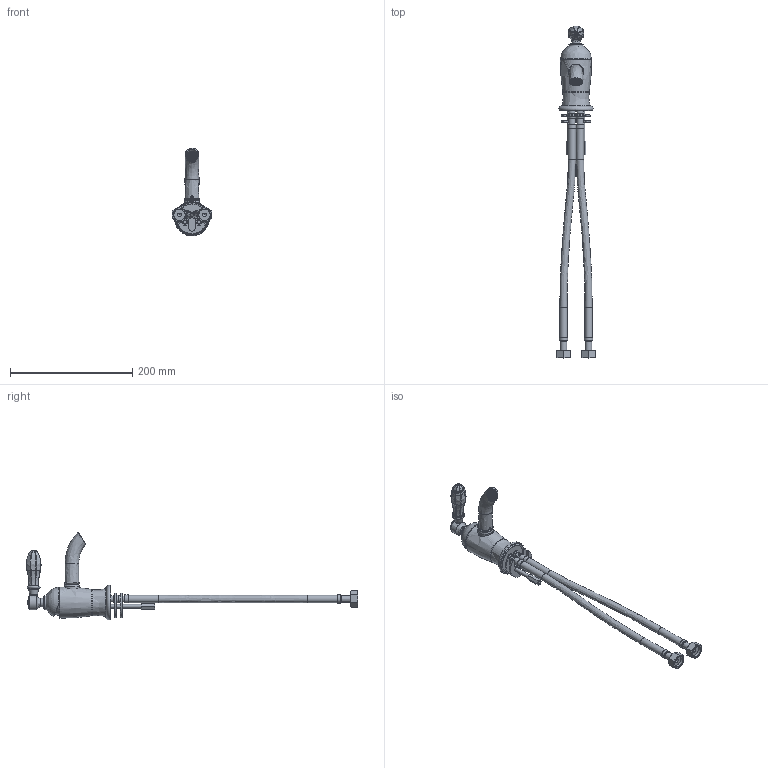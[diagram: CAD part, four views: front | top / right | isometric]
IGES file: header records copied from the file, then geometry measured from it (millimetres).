
Global section: file name: V2K10-GB GC; native system: Autodesk Inventor 2018; preprocessor: unknown; author: adaniels; date: 20180119.115928; units: millimetre
Bounding box: 64 x 543 x 143.54 mm (x, y, z)
Volume: 327436.3 mm3; surface area: 145498.8 mm2
Topology: 39 solids, 39 shells, 2341 faces, 6023 edges, 3874 vertices
Faces by surface type: bspline 2340, revolution 1
